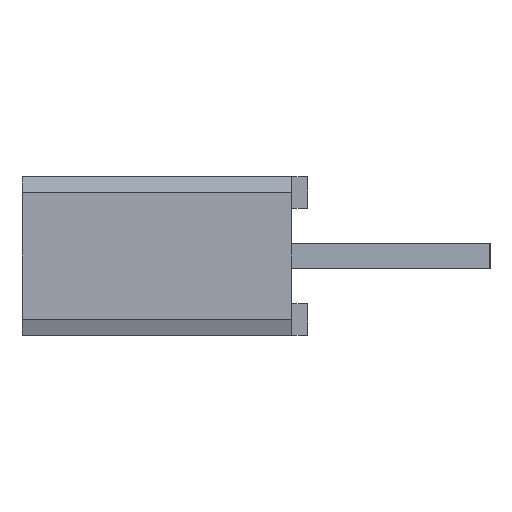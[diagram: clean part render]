
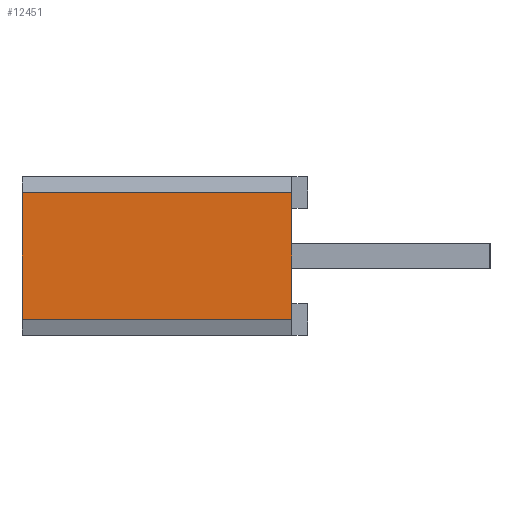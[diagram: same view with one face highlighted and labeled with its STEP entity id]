
A CAD part, left-side view. The second image highlights one B-rep face of the part: STEP entity #12451.
In plain terms, the highlighted planar face has unit normal (-1, 0, 0).
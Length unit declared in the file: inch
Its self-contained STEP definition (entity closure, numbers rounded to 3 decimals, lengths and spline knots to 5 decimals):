
#619=ORIENTED_EDGE('',*,*,#4104,.T.);
#620=ORIENTED_EDGE('',*,*,#4105,.T.);
#621=ORIENTED_EDGE('',*,*,#4106,.T.);
#622=ORIENTED_EDGE('',*,*,#4107,.F.);
#4104=EDGE_CURVE('',#5805,#5806,#7048,.T.);
#4105=EDGE_CURVE('',#5806,#5807,#7049,.T.);
#4106=EDGE_CURVE('',#5807,#5808,#7050,.T.);
#4107=EDGE_CURVE('',#5805,#5808,#7051,.T.);
#5805=VERTEX_POINT('',#17975);
#5806=VERTEX_POINT('',#17976);
#5807=VERTEX_POINT('',#17978);
#5808=VERTEX_POINT('',#17980);
#7048=LINE('',#17974,#8832);
#7049=LINE('',#17977,#8833);
#7050=LINE('',#17979,#8834);
#7051=LINE('',#17981,#8835);
#8832=VECTOR('',#14502,39.37008);
#8833=VECTOR('',#14503,39.37008);
#8834=VECTOR('',#14504,39.37008);
#8835=VECTOR('',#14505,39.37008);
#10237=EDGE_LOOP('',(#619,#620,#621,#622));
#10997=FACE_BOUND('',#10237,.T.);
#11757=PLANE('',#13171);
#12451=ADVANCED_FACE('',(#10997),#11757,.F.);
#13171=AXIS2_PLACEMENT_3D('',#17973,#14500,#14501);
#14500=DIRECTION('',(1.,0.,0.));
#14501=DIRECTION('',(0.,0.,-1.));
#14502=DIRECTION('',(0.,-1.,0.));
#14503=DIRECTION('',(0.,0.,1.));
#14504=DIRECTION('',(0.,1.,0.));
#14505=DIRECTION('',(0.,0.,1.));
#17973=CARTESIAN_POINT('',(-1.1,0.18,-0.05));
#17974=CARTESIAN_POINT('',(-1.1,0.18,-0.04));
#17975=CARTESIAN_POINT('',(-1.1,0.18,-0.04));
#17976=CARTESIAN_POINT('',(-1.1,0.01,-0.04));
#17977=CARTESIAN_POINT('',(-1.1,0.01,-0.03));
#17978=CARTESIAN_POINT('',(-1.1,0.01,0.04));
#17979=CARTESIAN_POINT('',(-1.1,0.18,0.04));
#17980=CARTESIAN_POINT('',(-1.1,0.18,0.04));
#17981=CARTESIAN_POINT('',(-1.1,0.18,-0.05));
